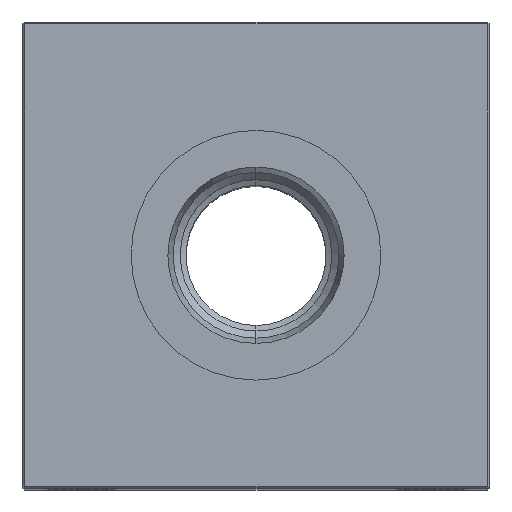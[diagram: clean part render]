
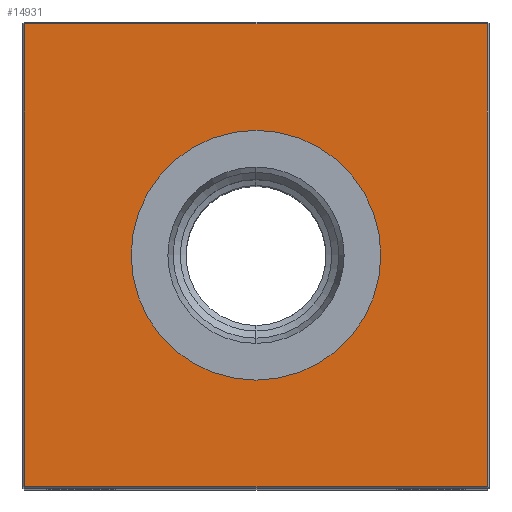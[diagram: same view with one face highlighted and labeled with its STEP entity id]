
A CAD part, top view. The second image highlights one B-rep face of the part: STEP entity #14931.
In plain terms, the highlighted planar face has unit normal (0, 0, 1).
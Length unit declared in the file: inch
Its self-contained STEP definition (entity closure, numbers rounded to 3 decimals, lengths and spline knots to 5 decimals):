
#73 = AXIS2_PLACEMENT_3D ( 'NONE', #15095, #22874, #11038 ) ;
#541 = ORIENTED_EDGE ( 'NONE', *, *, #19249, .T. ) ;
#1110 = FACE_BOUND ( 'NONE', #24890, .T. ) ;
#1332 = VERTEX_POINT ( 'NONE', #10913 ) ;
#1494 = AXIS2_PLACEMENT_3D ( 'NONE', #16787, #2919, #12845 ) ;
#1894 = DIRECTION ( 'NONE',  ( 0., 1., 0. ) ) ;
#2172 = VERTEX_POINT ( 'NONE', #18532 ) ;
#2919 = DIRECTION ( 'NONE',  ( 0., 0., -1. ) ) ;
#3942 = VECTOR ( 'NONE', #18726, 39.37008 ) ;
#5048 = DIRECTION ( 'NONE',  ( 0., 0., -1. ) ) ;
#5092 = CARTESIAN_POINT ( 'NONE',  ( 0., -1.24, 4.75 ) ) ;
#5230 = VERTEX_POINT ( 'NONE', #18120 ) ;
#5362 = DIRECTION ( 'NONE',  ( -1., 0., 0. ) ) ;
#5490 = EDGE_LOOP ( 'NONE', ( #12141, #541, #18943, #10574 ) ) ;
#5716 = CARTESIAN_POINT ( 'NONE',  ( 1.24, 0., 4.75 ) ) ;
#6123 = VERTEX_POINT ( 'NONE', #9303 ) ;
#6588 = AXIS2_PLACEMENT_3D ( 'NONE', #13319, #5048, #22750 ) ;
#7091 = FACE_OUTER_BOUND ( 'NONE', #5490, .T. ) ;
#7282 = LINE ( 'NONE', #10853, #3942 ) ;
#7619 = VECTOR ( 'NONE', #18834, 39.37008 ) ;
#8938 = LINE ( 'NONE', #20638, #22274 ) ;
#9303 = CARTESIAN_POINT ( 'NONE',  ( 0., -0.66929, 4.75 ) ) ;
#9407 = CARTESIAN_POINT ( 'NONE',  ( 1.24, -1.24, 4.75 ) ) ;
#9628 = EDGE_CURVE ( 'NONE', #5230, #13408, #8938, .T. ) ;
#9672 = LINE ( 'NONE', #5716, #21246 ) ;
#10574 = ORIENTED_EDGE ( 'NONE', *, *, #9628, .T. ) ;
#10853 = CARTESIAN_POINT ( 'NONE',  ( -1.24, 0., 4.75 ) ) ;
#10913 = CARTESIAN_POINT ( 'NONE',  ( -1.24, -1.24, 4.75 ) ) ;
#11038 = DIRECTION ( 'NONE',  ( -1., 0., 0. ) ) ;
#11507 = ORIENTED_EDGE ( 'NONE', *, *, #22241, .T. ) ;
#12141 = ORIENTED_EDGE ( 'NONE', *, *, #21917, .T. ) ;
#12845 = DIRECTION ( 'NONE',  ( -1., 0., 0. ) ) ;
#13146 = EDGE_CURVE ( 'NONE', #2172, #6123, #18759, .T. ) ;
#13319 = CARTESIAN_POINT ( 'NONE',  ( 0., 0., 4.75 ) ) ;
#13408 = VERTEX_POINT ( 'NONE', #13892 ) ;
#13823 = VERTEX_POINT ( 'NONE', #9407 ) ;
#13892 = CARTESIAN_POINT ( 'NONE',  ( -1.24, 1.24, 4.75 ) ) ;
#14931 = ADVANCED_FACE ( 'NONE', ( #7091, #1110 ), #22493, .F. ) ;
#15095 = CARTESIAN_POINT ( 'NONE',  ( 0., 0., 4.75 ) ) ;
#16190 = EDGE_CURVE ( 'NONE', #13823, #5230, #9672, .T. ) ;
#16672 = LINE ( 'NONE', #5092, #7619 ) ;
#16787 = CARTESIAN_POINT ( 'NONE',  ( 0., 0., 4.75 ) ) ;
#16951 = CIRCLE ( 'NONE', #1494, 0.66929 ) ;
#18120 = CARTESIAN_POINT ( 'NONE',  ( 1.24, 1.24, 4.75 ) ) ;
#18532 = CARTESIAN_POINT ( 'NONE',  ( 0., 0.66929, 4.75 ) ) ;
#18726 = DIRECTION ( 'NONE',  ( 0., -1., 0. ) ) ;
#18759 = CIRCLE ( 'NONE', #73, 0.66929 ) ;
#18834 = DIRECTION ( 'NONE',  ( 1., 0., 0. ) ) ;
#18943 = ORIENTED_EDGE ( 'NONE', *, *, #16190, .T. ) ;
#19249 = EDGE_CURVE ( 'NONE', #1332, #13823, #16672, .T. ) ;
#20638 = CARTESIAN_POINT ( 'NONE',  ( 0., 1.24, 4.75 ) ) ;
#21246 = VECTOR ( 'NONE', #1894, 39.37008 ) ;
#21917 = EDGE_CURVE ( 'NONE', #13408, #1332, #7282, .T. ) ;
#22241 = EDGE_CURVE ( 'NONE', #6123, #2172, #16951, .T. ) ;
#22274 = VECTOR ( 'NONE', #5362, 39.37008 ) ;
#22493 = PLANE ( 'NONE',  #6588 ) ;
#22750 = DIRECTION ( 'NONE',  ( -1., 0., 0. ) ) ;
#22874 = DIRECTION ( 'NONE',  ( 0., 0., -1. ) ) ;
#24015 = ORIENTED_EDGE ( 'NONE', *, *, #13146, .T. ) ;
#24890 = EDGE_LOOP ( 'NONE', ( #24015, #11507 ) ) ;
